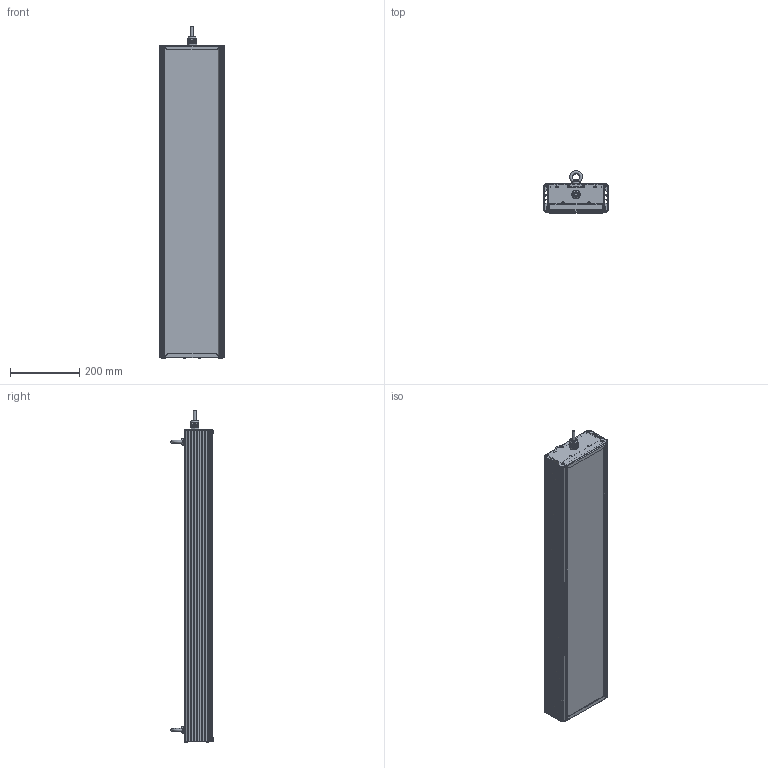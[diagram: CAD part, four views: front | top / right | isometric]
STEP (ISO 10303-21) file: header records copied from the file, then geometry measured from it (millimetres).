
FILE_DESCRIPTION(('STEP AP214'), '1');
FILE_NAME('001.0079.34.000 - ÃÑÏ-Ýêñòðà-180', '2023-10-24T05:16:29', ('Ëóêîíèí'), ('ÎÊÁ Ñâîé Ñòèëü'), 'C3D Converter', 'C3D Toolkit', '');
FILE_SCHEMA(('AUTOMOTIVE_DESIGN { 1 0 10303 214 3 1 1}'));
Length unit declared in the file: millimetre
Products named in the file (25): 001.0079.34.000; 001.0065.02.000
Assembly tree (64 placements, depth 4):
  001.0079.34.000
    (unnamed)
      (unnamed)
      (unnamed)
      (unnamed)
      (unnamed)  x6
      (unnamed)  x6
      (unnamed)
      (unnamed)
      (unnamed)
      (unnamed)
        (unnamed)
      (unnamed)  x18
        (unnamed)
        (unnamed)
        (unnamed)
        (unnamed)
        (unnamed)
        (unnamed)
        (unnamed)
        (unnamed)
        (unnamed)
    001.0065.02.000  x2
      (unnamed)
      (unnamed)
Bounding box: 187.37 x 121.58 x 956.43 mm (x, y, z)
Volume: 2655708.5 mm3; surface area: 2049879.5 mm2
Topology: 600 solids, 600 shells, 6268 faces, 14813 edges, 9921 vertices
Faces by surface type: plane 4368, cylinder 1680, cone 112, bspline 77, sphere 18, torus 13
Full cylindrical faces by diameter (mm): 1 x18, 2 x36, 2.5 x72, 2.8 x450, 3.2 x18, 3.5 x90, 4 x12, 6 x2, 8 x12, 12 x1, 12.5 x1, 16 x1, 18.5 x3, 20 x1, 23.5 x1
Entity records: 82665 total; most frequent: CARTESIAN_POINT 39094, ORIENTED_EDGE 8468, DIRECTION 7634, EDGE_CURVE 4234, VERTEX_POINT 2914, AXIS2_PLACEMENT_3D 2547, LINE 2540, VECTOR 2540
